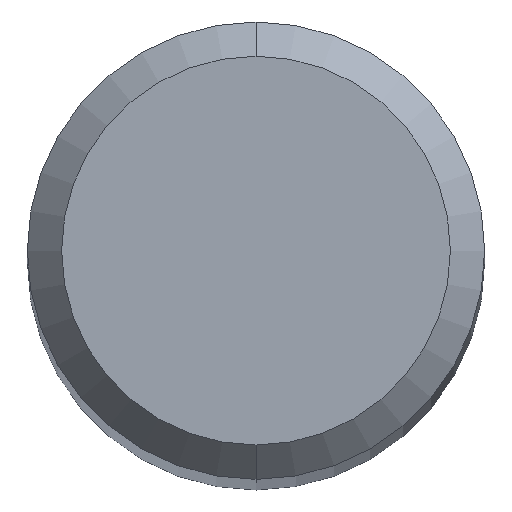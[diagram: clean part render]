
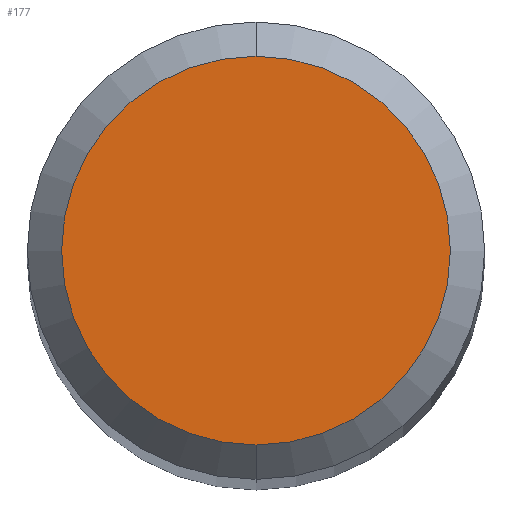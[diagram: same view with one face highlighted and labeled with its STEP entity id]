
A CAD part, top view. The second image highlights one B-rep face of the part: STEP entity #177.
In plain terms, the highlighted planar face has unit normal (0, 0, 1).
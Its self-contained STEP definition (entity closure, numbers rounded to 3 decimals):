
#177=ADVANCED_FACE('',(#484),#485,.T.);
#243=EDGE_CURVE('',#313,#321,#558,.T.);
#285=EDGE_CURVE('',#321,#313,#603,.T.);
#313=VERTEX_POINT('',#633);
#321=VERTEX_POINT('',#641);
#484=FACE_OUTER_BOUND('',#813,.T.);
#485=PLANE('',#814);
#558=CIRCLE('',#1010,1.7);
#603=CIRCLE('',#1102,1.7);
#633=CARTESIAN_POINT('',(0.0,1.7,0.0));
#641=CARTESIAN_POINT('',(0.,-1.7,0.0));
#813=EDGE_LOOP('',(#1446,#1447));
#814=AXIS2_PLACEMENT_3D('',#1448,#1449,#1450);
#1010=AXIS2_PLACEMENT_3D('',#1538,#1539,#1540);
#1102=AXIS2_PLACEMENT_3D('',#1572,#1573,#1574);
#1446=ORIENTED_EDGE('',*,*,#243,.F.);
#1447=ORIENTED_EDGE('',*,*,#285,.F.);
#1448=CARTESIAN_POINT('',(0.0,0.85,0.0));
#1449=DIRECTION('',(-0.0,0.0,1.0));
#1450=DIRECTION('',(0.0,-1.0,0.0));
#1538=CARTESIAN_POINT('',(0.0,0.0,0.0));
#1539=DIRECTION('',(0.0,0.0,-1.0));
#1540=DIRECTION('',(0.0,1.0,0.0));
#1572=CARTESIAN_POINT('',(0.0,0.0,0.0));
#1573=DIRECTION('',(0.0,0.0,-1.0));
#1574=DIRECTION('',(0.0,1.0,0.0));
